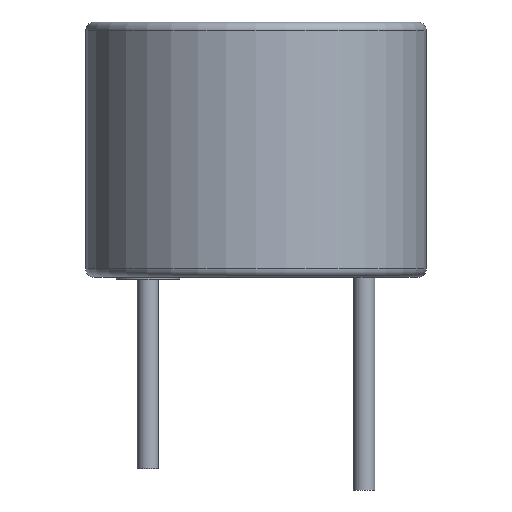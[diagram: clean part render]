
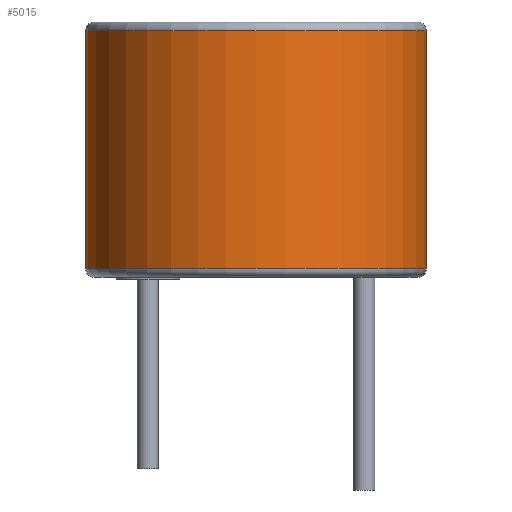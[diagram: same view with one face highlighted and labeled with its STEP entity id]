
A CAD part, front view. The second image highlights one B-rep face of the part: STEP entity #5015.
In plain terms, the highlighted cylindrical face has radius 8 mm (diameter 16 mm), a full revolution.
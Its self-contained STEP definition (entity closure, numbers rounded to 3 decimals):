
#72=CYLINDRICAL_SURFACE('',#5333,8.);
#82=CIRCLE('',#5331,8.);
#83=CIRCLE('',#5332,8.);
#84=CIRCLE('',#5334,8.);
#85=CIRCLE('',#5335,8.);
#378=FACE_OUTER_BOUND('',#654,.T.);
#654=EDGE_LOOP('',(#3574,#3575,#3576,#3577,#3578,#3579));
#1132=LINE('',#7558,#1661);
#1661=VECTOR('',#6178,8.);
#2095=VERTEX_POINT('',#7549);
#2096=VERTEX_POINT('',#7551);
#2097=VERTEX_POINT('',#7555);
#2098=VERTEX_POINT('',#7556);
#2628=EDGE_CURVE('',#2095,#2096,#82,.T.);
#2629=EDGE_CURVE('',#2096,#2095,#83,.T.);
#2630=EDGE_CURVE('',#2097,#2098,#84,.T.);
#2631=EDGE_CURVE('',#2097,#2096,#1132,.T.);
#2632=EDGE_CURVE('',#2098,#2097,#85,.T.);
#3574=ORIENTED_EDGE('',*,*,#2630,.F.);
#3575=ORIENTED_EDGE('',*,*,#2631,.T.);
#3576=ORIENTED_EDGE('',*,*,#2628,.F.);
#3577=ORIENTED_EDGE('',*,*,#2629,.F.);
#3578=ORIENTED_EDGE('',*,*,#2631,.F.);
#3579=ORIENTED_EDGE('',*,*,#2632,.F.);
#5015=ADVANCED_FACE('',(#378),#72,.T.);
#5331=AXIS2_PLACEMENT_3D('',#7552,#6170,#6171);
#5332=AXIS2_PLACEMENT_3D('',#7553,#6172,#6173);
#5333=AXIS2_PLACEMENT_3D('',#7554,#6174,#6175);
#5334=AXIS2_PLACEMENT_3D('',#7557,#6176,#6177);
#5335=AXIS2_PLACEMENT_3D('',#7559,#6179,#6180);
#6170=DIRECTION('center_axis',(0.,0.,1.));
#6171=DIRECTION('ref_axis',(0.,1.,0.));
#6172=DIRECTION('center_axis',(0.,0.,1.));
#6173=DIRECTION('ref_axis',(0.,1.,0.));
#6174=DIRECTION('center_axis',(0.,0.,-1.));
#6175=DIRECTION('ref_axis',(0.,1.,0.));
#6176=DIRECTION('center_axis',(0.,0.,-1.));
#6177=DIRECTION('ref_axis',(0.,1.,0.));
#6178=DIRECTION('',(0.,0.,1.));
#6179=DIRECTION('center_axis',(0.,0.,-1.));
#6180=DIRECTION('ref_axis',(0.,1.,0.));
#7549=CARTESIAN_POINT('',(0.,8.,11.6));
#7551=CARTESIAN_POINT('',(0.,-8.,11.6));
#7552=CARTESIAN_POINT('Origin',(0.,0.,11.6));
#7553=CARTESIAN_POINT('Origin',(0.,0.,11.6));
#7554=CARTESIAN_POINT('Origin',(0.,0.,12.));
#7555=CARTESIAN_POINT('',(0.,-8.,0.4));
#7556=CARTESIAN_POINT('',(0.,8.,0.4));
#7557=CARTESIAN_POINT('Origin',(0.,0.,0.4));
#7558=CARTESIAN_POINT('',(0.,-8.,12.));
#7559=CARTESIAN_POINT('Origin',(0.,0.,0.4));
